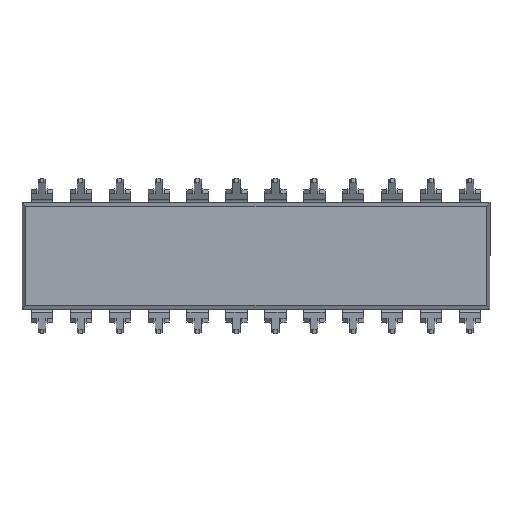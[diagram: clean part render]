
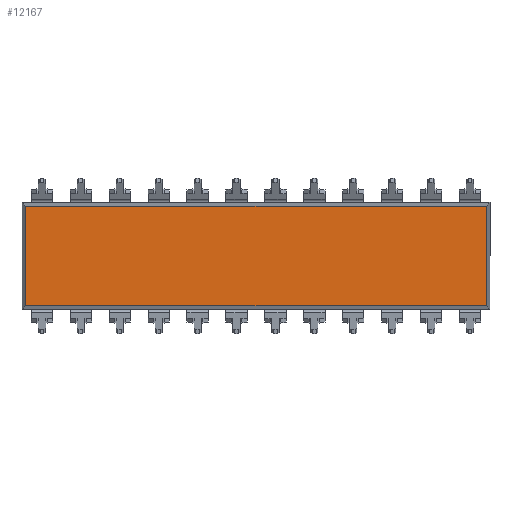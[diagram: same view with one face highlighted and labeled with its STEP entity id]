
A CAD part, front view. The second image highlights one B-rep face of the part: STEP entity #12167.
In plain terms, the highlighted planar face has unit normal (0, -1, 0).
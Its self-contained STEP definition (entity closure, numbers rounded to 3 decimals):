
#585 = DIRECTION ( 'NONE',  ( 0., 0., 1. ) ) ;
#1902 = LINE ( 'NONE', #3878, #10610 ) ;
#2245 = CARTESIAN_POINT ( 'NONE',  ( 0., 0.38, 0. ) ) ;
#2447 = EDGE_CURVE ( 'NONE', #5198, #10372, #1902, .T. ) ;
#2795 = EDGE_CURVE ( 'NONE', #11856, #7676, #3812, .T. ) ;
#3599 = ORIENTED_EDGE ( 'NONE', *, *, #2795, .T. ) ;
#3681 = VECTOR ( 'NONE', #585, 1000. ) ;
#3812 = LINE ( 'NONE', #8084, #15007 ) ;
#3878 = CARTESIAN_POINT ( 'NONE',  ( -15.272, 0.38, -3.235 ) ) ;
#4216 = CARTESIAN_POINT ( 'NONE',  ( -15.015, 0.38, 3.492 ) ) ;
#4337 = ORIENTED_EDGE ( 'NONE', *, *, #6491, .T. ) ;
#4605 = DIRECTION ( 'NONE',  ( -1., 0., 0. ) ) ;
#5137 = CARTESIAN_POINT ( 'NONE',  ( -15.015, 0.38, -3.235 ) ) ;
#5198 = VERTEX_POINT ( 'NONE', #5137 ) ;
#5778 = ORIENTED_EDGE ( 'NONE', *, *, #13204, .T. ) ;
#6024 = AXIS2_PLACEMENT_3D ( 'NONE', #2245, #8443, #14499 ) ;
#6129 = VECTOR ( 'NONE', #11615, 1000. ) ;
#6149 = DIRECTION ( 'NONE',  ( 1., 0., 0. ) ) ;
#6491 = EDGE_CURVE ( 'NONE', #10372, #11856, #11800, .T. ) ;
#7146 = PLANE ( 'NONE',  #6024 ) ;
#7676 = VERTEX_POINT ( 'NONE', #11074 ) ;
#7680 = ORIENTED_EDGE ( 'NONE', *, *, #2447, .T. ) ;
#7894 = CARTESIAN_POINT ( 'NONE',  ( 15.015, 0.38, -3.235 ) ) ;
#8084 = CARTESIAN_POINT ( 'NONE',  ( 15.273, 0.38, 3.235 ) ) ;
#8443 = DIRECTION ( 'NONE',  ( 0., -1., 0. ) ) ;
#9301 = LINE ( 'NONE', #4216, #6129 ) ;
#9778 = FACE_OUTER_BOUND ( 'NONE', #12468, .T. ) ;
#10372 = VERTEX_POINT ( 'NONE', #7894 ) ;
#10610 = VECTOR ( 'NONE', #6149, 1000. ) ;
#11074 = CARTESIAN_POINT ( 'NONE',  ( -15.015, 0.38, 3.235 ) ) ;
#11615 = DIRECTION ( 'NONE',  ( 0., 0., -1. ) ) ;
#11800 = LINE ( 'NONE', #12766, #3681 ) ;
#11856 = VERTEX_POINT ( 'NONE', #14901 ) ;
#12167 = ADVANCED_FACE ( 'NONE', ( #9778 ), #7146, .T. ) ;
#12468 = EDGE_LOOP ( 'NONE', ( #7680, #4337, #3599, #5778 ) ) ;
#12766 = CARTESIAN_POINT ( 'NONE',  ( 15.015, 0.38, -3.493 ) ) ;
#13204 = EDGE_CURVE ( 'NONE', #7676, #5198, #9301, .T. ) ;
#14499 = DIRECTION ( 'NONE',  ( 0., 0., -1. ) ) ;
#14901 = CARTESIAN_POINT ( 'NONE',  ( 15.015, 0.38, 3.235 ) ) ;
#15007 = VECTOR ( 'NONE', #4605, 1000. ) ;
